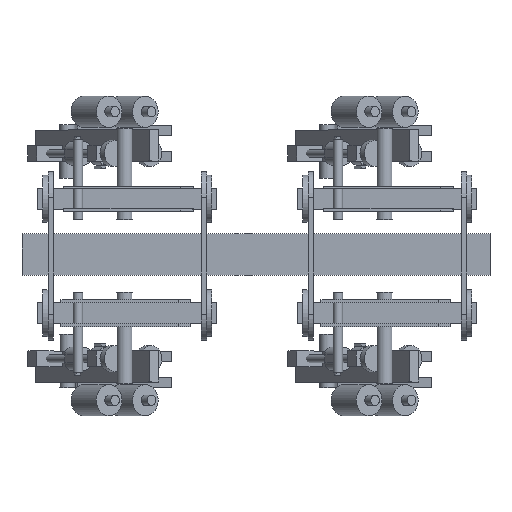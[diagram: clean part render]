
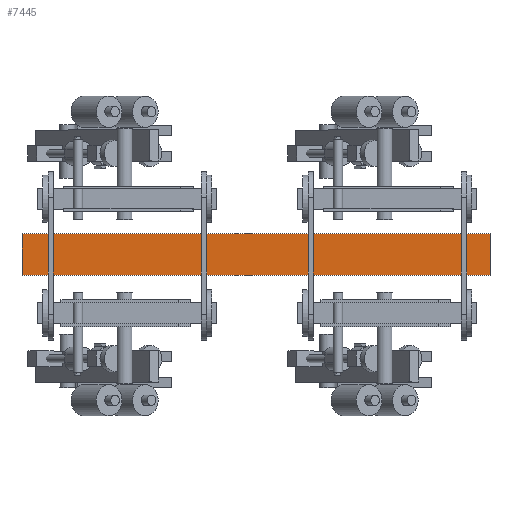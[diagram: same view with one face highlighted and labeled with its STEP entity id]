
A CAD part, top view. The second image highlights one B-rep face of the part: STEP entity #7445.
In plain terms, the highlighted planar face has unit normal (0, 0, 1).
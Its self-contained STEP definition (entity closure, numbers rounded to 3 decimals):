
#635=LINE('',#11325,#1379);
#636=LINE('',#11328,#1380);
#637=LINE('',#11330,#1381);
#638=LINE('',#11331,#1382);
#1379=VECTOR('',#9035,10.);
#1380=VECTOR('',#9038,10.);
#1381=VECTOR('',#9039,10.);
#1382=VECTOR('',#9040,10.);
#2219=FACE_OUTER_BOUND('',#2739,.T.);
#2739=EDGE_LOOP('',(#5257,#5258,#5259,#5260));
#3521=VERTEX_POINT('',#11318);
#3524=VERTEX_POINT('',#11323);
#3525=VERTEX_POINT('',#11327);
#3526=VERTEX_POINT('',#11329);
#4197=EDGE_CURVE('',#3521,#3524,#635,.F.);
#4198=EDGE_CURVE('',#3525,#3521,#636,.F.);
#4199=EDGE_CURVE('',#3526,#3524,#637,.T.);
#4200=EDGE_CURVE('',#3525,#3526,#638,.T.);
#5257=ORIENTED_EDGE('',*,*,#4198,.T.);
#5258=ORIENTED_EDGE('',*,*,#4197,.T.);
#5259=ORIENTED_EDGE('',*,*,#4199,.F.);
#5260=ORIENTED_EDGE('',*,*,#4200,.F.);
#7026=PLANE('',#8080);
#7445=ADVANCED_FACE('',(#2219),#7026,.T.);
#8080=AXIS2_PLACEMENT_3D('',#11326,#9036,#9037);
#9035=DIRECTION('',(1.,0.,0.));
#9036=DIRECTION('center_axis',(0.,0.,1.));
#9037=DIRECTION('ref_axis',(0.,1.,0.));
#9038=DIRECTION('',(0.,-1.,0.));
#9039=DIRECTION('',(0.,1.,0.));
#9040=DIRECTION('',(-1.,0.,0.));
#11318=CARTESIAN_POINT('',(645.,215.,300.));
#11323=CARTESIAN_POINT('',(-255.,215.,300.));
#11325=CARTESIAN_POINT('',(650.,215.,300.));
#11326=CARTESIAN_POINT('Origin',(650.,150.,300.));
#11327=CARTESIAN_POINT('',(645.,135.,300.));
#11328=CARTESIAN_POINT('',(645.,162.5,300.));
#11329=CARTESIAN_POINT('',(-255.,135.,300.));
#11330=CARTESIAN_POINT('',(-255.,162.5,300.));
#11331=CARTESIAN_POINT('',(650.,135.,300.));
